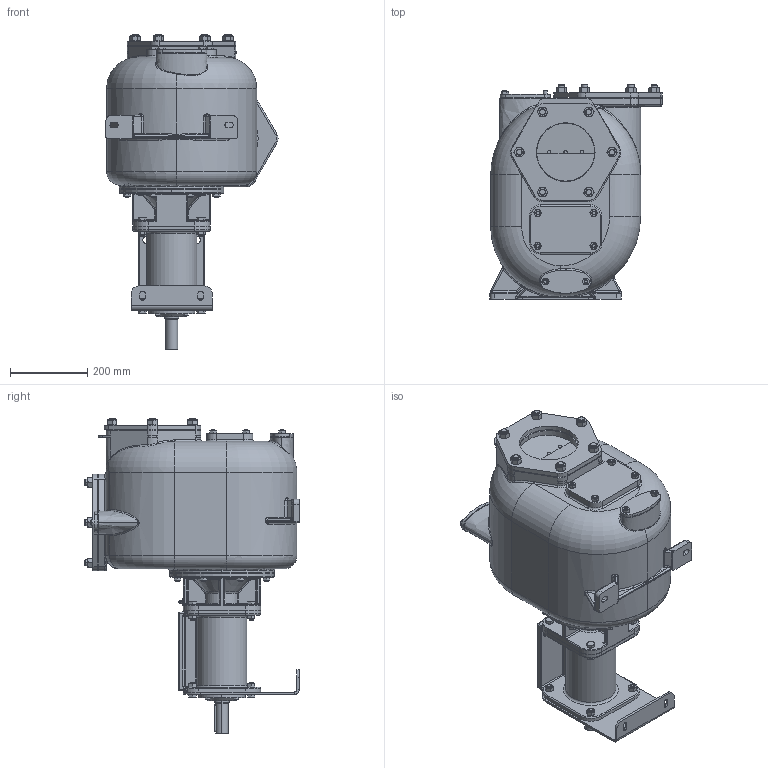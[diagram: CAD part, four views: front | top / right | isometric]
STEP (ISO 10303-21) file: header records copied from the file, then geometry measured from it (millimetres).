
FILE_DESCRIPTION((''),'2;1');
FILE_NAME('S150_B_SW0001','2016-03-30T',('Nicola'),(''),'CREO PARAMETRIC BY PTC INC, 2015290','CREO PARAMETRIC BY PTC INC, 2015290','');
FILE_SCHEMA(('CONFIG_CONTROL_DESIGN'));
Products named in the file (1): S150_B_SW0001
Bounding box: 445.47 x 555 x 816.5 mm (x, y, z)
Volume: 62498570.7 mm3; surface area: 1887459.6 mm2
Topology: 1 solids, 1 shells, 2135 faces, 4861 edges, 2870 vertices
Faces by surface type: plane 628, cone 608, cylinder 531, bspline 207, torus 126, sphere 31, extrusion 4
Entity records: 95962 total; most frequent: CARTESIAN_POINT 50244, ORIENTED_EDGE 9698, DIRECTION 9313, EDGE_CURVE 4849, AXIS2_PLACEMENT_3D 3986, VERTEX_POINT 2870, EDGE_LOOP 2349, FACE_OUTER_BOUND 2135
